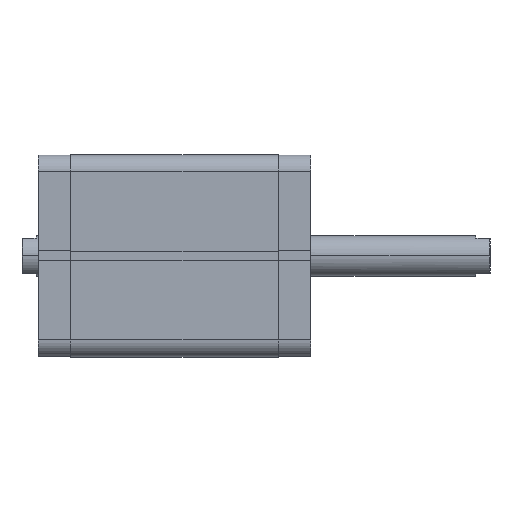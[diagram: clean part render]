
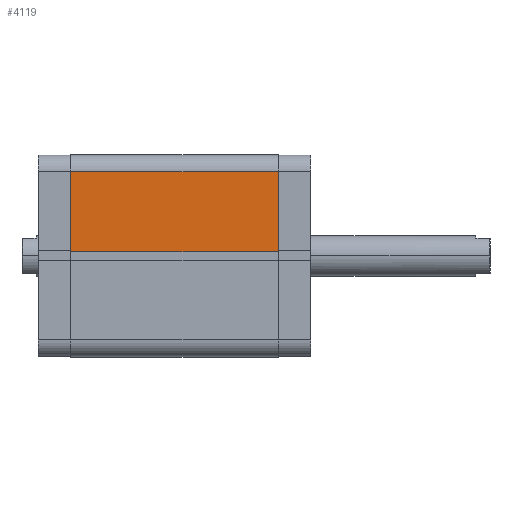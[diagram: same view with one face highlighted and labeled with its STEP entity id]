
A CAD part, top view. The second image highlights one B-rep face of the part: STEP entity #4119.
In plain terms, the highlighted face is planar.
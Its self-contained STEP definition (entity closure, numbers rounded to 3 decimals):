
#1500 = EDGE_LOOP ( 'NONE', ( #1596, #1568, #1569, #1550 ) ) ;
#1550 = ORIENTED_EDGE ( 'NONE', *, *, #7170, .T. ) ;
#1568 = ORIENTED_EDGE ( 'NONE', *, *, #7166, .F. ) ;
#1569 = ORIENTED_EDGE ( 'NONE', *, *, #7097, .T. ) ;
#1596 = ORIENTED_EDGE ( 'NONE', *, *, #7093, .F. ) ;
#1804 = VERTEX_POINT ( 'NONE', #2162 ) ;
#1867 = VERTEX_POINT ( 'NONE', #2225 ) ;
#1876 = VERTEX_POINT ( 'NONE', #2234 ) ;
#1908 = VERTEX_POINT ( 'NONE', #2266 ) ;
#2162 = CARTESIAN_POINT ( 'NONE',  ( -2.6, 62., 0. ) ) ;
#2225 = CARTESIAN_POINT ( 'NONE',  ( -2.6, 62., -127.5 ) ) ;
#2234 = CARTESIAN_POINT ( 'NONE',  ( -51.5, 62., 0. ) ) ;
#2266 = CARTESIAN_POINT ( 'NONE',  ( -51.5, 62., -127.5 ) ) ;
#3760 = AXIS2_PLACEMENT_3D ( 'NONE', #5703, #5727, #5728 ) ;
#4119 = ADVANCED_FACE ( 'NONE', ( #4499 ), #5689, .T. ) ;
#4499 = FACE_OUTER_BOUND ( 'NONE', #1500, .T. ) ;
#4849 = LINE ( 'NONE', #6277, #4860 ) ;
#4860 = VECTOR ( 'NONE', #6282, 1000. ) ;
#4867 = LINE ( 'NONE', #6507, #4868 ) ;
#4868 = VECTOR ( 'NONE', #6508, 1000. ) ;
#4976 = LINE ( 'NONE', #6674, #4977 ) ;
#4977 = VECTOR ( 'NONE', #6675, 1000. ) ;
#4982 = LINE ( 'NONE', #6683, #4983 ) ;
#4983 = VECTOR ( 'NONE', #6684, 1000. ) ;
#5689 = PLANE ( 'NONE',  #3760 ) ;
#5703 = CARTESIAN_POINT ( 'NONE',  ( -51.5, 62., -127.5 ) ) ;
#5727 = DIRECTION ( 'NONE',  ( 0., 1., 0. ) ) ;
#5728 = DIRECTION ( 'NONE',  ( 0., 0., 1. ) ) ;
#6277 = CARTESIAN_POINT ( 'NONE',  ( -51.5, 62., 0. ) ) ;
#6282 = DIRECTION ( 'NONE',  ( -1., 0., 0. ) ) ;
#6507 = CARTESIAN_POINT ( 'NONE',  ( -51.5, 62., -127.5 ) ) ;
#6508 = DIRECTION ( 'NONE',  ( -1., 0., 0. ) ) ;
#6674 = CARTESIAN_POINT ( 'NONE',  ( -2.6, 62., -127.5 ) ) ;
#6675 = DIRECTION ( 'NONE',  ( 0., 0., 1. ) ) ;
#6683 = CARTESIAN_POINT ( 'NONE',  ( -51.5, 62., -127.5 ) ) ;
#6684 = DIRECTION ( 'NONE',  ( 0., 0., 1. ) ) ;
#7093 = EDGE_CURVE ( 'NONE', #1804, #1876, #4849, .T. ) ;
#7097 = EDGE_CURVE ( 'NONE', #1867, #1908, #4867, .T. ) ;
#7166 = EDGE_CURVE ( 'NONE', #1867, #1804, #4976, .T. ) ;
#7170 = EDGE_CURVE ( 'NONE', #1908, #1876, #4982, .T. ) ;
